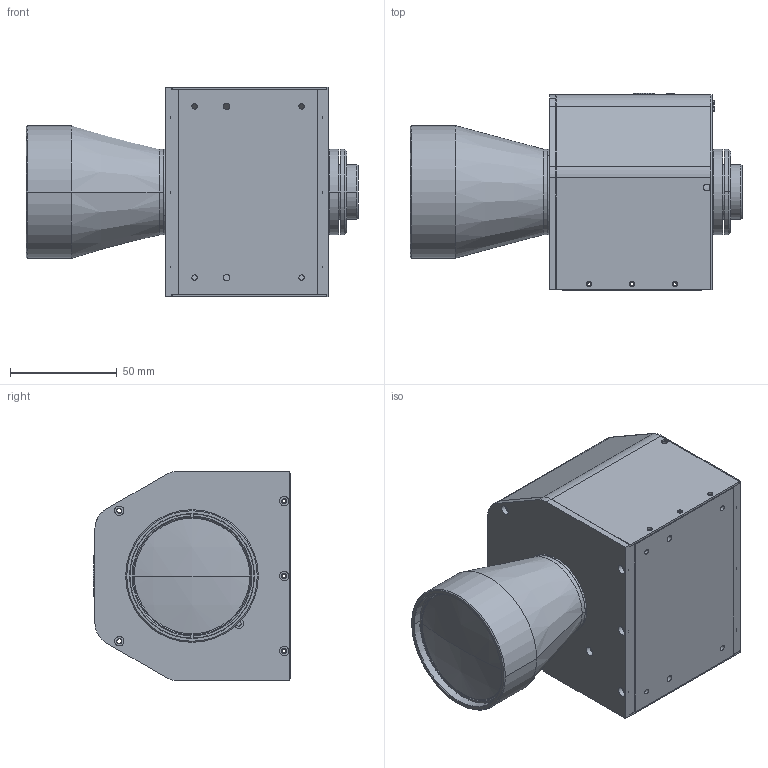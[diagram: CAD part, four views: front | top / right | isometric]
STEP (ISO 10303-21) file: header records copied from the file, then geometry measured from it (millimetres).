
FILE_DESCRIPTION (( 'STEP AP214' ), '1' );
FILE_NAME ('MCZR025.STEP', '2015-03-20T08:59:10', ( '' ), ( '' ), 'SwSTEP 2.0', 'SolidWorks 2013', '' );
FILE_SCHEMA (( 'AUTOMOTIVE_DESIGN' ));
Length unit declared in the file: millimetre
Products named in the file (1): MCZR025
Bounding box: 155.16 x 92.2 x 98 mm (x, y, z)
Surface area: 75069.1 mm2 (no closed solid volume)
Topology: 0 solids, 20 shells, 312 faces, 1240 edges, 956 vertices
Faces by surface type: plane 146, cylinder 145, cone 19, sphere 2
Entity records: 16758 total; most frequent: CARTESIAN_POINT 2841, DIRECTION 2210, ORIENTED_EDGE 1848, EDGE_CURVE 1240, VERTEX_POINT 956, VECTOR 760, LINE 760, AXIS2_PLACEMENT_3D 725
